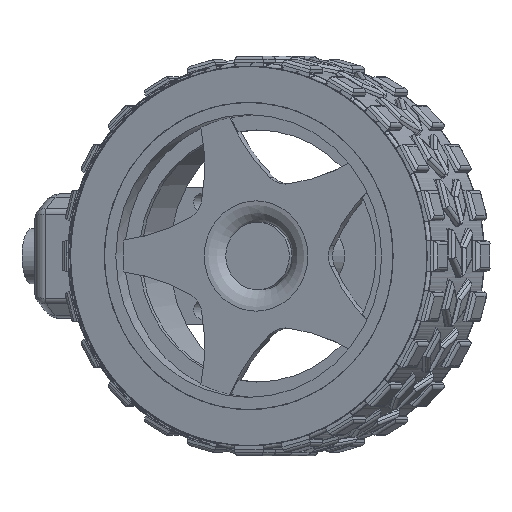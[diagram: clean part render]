
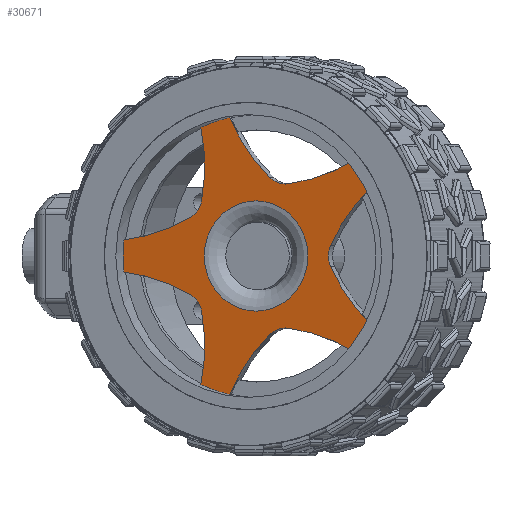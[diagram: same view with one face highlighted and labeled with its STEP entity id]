
A CAD part, left-side view. The second image highlights one B-rep face of the part: STEP entity #30671.
In plain terms, the highlighted face is planar.
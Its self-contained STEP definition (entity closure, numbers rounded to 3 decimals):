
#1003=FACE_BOUND('',#6157,.T.);
#2163=PLANE('',#34059);
#4023=FACE_OUTER_BOUND('',#6156,.T.);
#6156=EDGE_LOOP('',(#27404,#27405,#27406,#27407,#27408,#27409,#27410,#27411,
#27412,#27413,#27414,#27415,#27416,#27417,#27418,#27419,#27420,#27421,#27422,
#27423));
#6157=EDGE_LOOP('',(#27424,#27425));
#12601=CIRCLE('',#33974,23.);
#12603=CIRCLE('',#33976,23.);
#12605=CIRCLE('',#33978,23.);
#12610=CIRCLE('',#33983,23.);
#12612=CIRCLE('',#33985,23.);
#12657=CIRCLE('',#34060,31.);
#12658=CIRCLE('',#34061,4.);
#12659=CIRCLE('',#34062,31.);
#12660=CIRCLE('',#34063,31.);
#12661=CIRCLE('',#34064,4.);
#12662=CIRCLE('',#34065,31.);
#12663=CIRCLE('',#34066,31.);
#12664=CIRCLE('',#34067,4.);
#12665=CIRCLE('',#34068,31.);
#12666=CIRCLE('',#34069,31.);
#12667=CIRCLE('',#34070,4.);
#12668=CIRCLE('',#34071,31.);
#12669=CIRCLE('',#34072,31.);
#12670=CIRCLE('',#34073,4.);
#12671=CIRCLE('',#34074,31.);
#12672=CIRCLE('',#34075,8.964);
#12673=CIRCLE('',#34076,8.964);
#15100=VERTEX_POINT('',#52736);
#15101=VERTEX_POINT('',#52737);
#15104=VERTEX_POINT('',#52743);
#15105=VERTEX_POINT('',#52745);
#15108=VERTEX_POINT('',#52751);
#15109=VERTEX_POINT('',#52753);
#15115=VERTEX_POINT('',#52766);
#15116=VERTEX_POINT('',#52768);
#15119=VERTEX_POINT('',#52774);
#15120=VERTEX_POINT('',#52776);
#15161=VERTEX_POINT('',#52913);
#15162=VERTEX_POINT('',#52915);
#15163=VERTEX_POINT('',#52918);
#15164=VERTEX_POINT('',#52920);
#15165=VERTEX_POINT('',#52923);
#15166=VERTEX_POINT('',#52925);
#15167=VERTEX_POINT('',#52928);
#15168=VERTEX_POINT('',#52930);
#15169=VERTEX_POINT('',#52933);
#15170=VERTEX_POINT('',#52935);
#15171=VERTEX_POINT('',#52938);
#15172=VERTEX_POINT('',#52939);
#19227=EDGE_CURVE('',#15100,#15101,#12601,.T.);
#19231=EDGE_CURVE('',#15104,#15105,#12603,.T.);
#19235=EDGE_CURVE('',#15108,#15109,#12605,.T.);
#19243=EDGE_CURVE('',#15115,#15116,#12610,.T.);
#19247=EDGE_CURVE('',#15119,#15120,#12612,.T.);
#19313=EDGE_CURVE('',#15119,#15161,#12657,.T.);
#19314=EDGE_CURVE('',#15161,#15162,#12658,.T.);
#19315=EDGE_CURVE('',#15162,#15116,#12659,.T.);
#19316=EDGE_CURVE('',#15115,#15163,#12660,.T.);
#19317=EDGE_CURVE('',#15163,#15164,#12661,.T.);
#19318=EDGE_CURVE('',#15164,#15109,#12662,.T.);
#19319=EDGE_CURVE('',#15108,#15165,#12663,.T.);
#19320=EDGE_CURVE('',#15165,#15166,#12664,.T.);
#19321=EDGE_CURVE('',#15166,#15105,#12665,.T.);
#19322=EDGE_CURVE('',#15104,#15167,#12666,.T.);
#19323=EDGE_CURVE('',#15167,#15168,#12667,.T.);
#19324=EDGE_CURVE('',#15168,#15101,#12668,.T.);
#19325=EDGE_CURVE('',#15100,#15169,#12669,.T.);
#19326=EDGE_CURVE('',#15169,#15170,#12670,.T.);
#19327=EDGE_CURVE('',#15170,#15120,#12671,.T.);
#19328=EDGE_CURVE('',#15171,#15172,#12672,.T.);
#19329=EDGE_CURVE('',#15172,#15171,#12673,.T.);
#27404=ORIENTED_EDGE('',*,*,#19313,.T.);
#27405=ORIENTED_EDGE('',*,*,#19314,.T.);
#27406=ORIENTED_EDGE('',*,*,#19315,.T.);
#27407=ORIENTED_EDGE('',*,*,#19243,.F.);
#27408=ORIENTED_EDGE('',*,*,#19316,.T.);
#27409=ORIENTED_EDGE('',*,*,#19317,.T.);
#27410=ORIENTED_EDGE('',*,*,#19318,.T.);
#27411=ORIENTED_EDGE('',*,*,#19235,.F.);
#27412=ORIENTED_EDGE('',*,*,#19319,.T.);
#27413=ORIENTED_EDGE('',*,*,#19320,.T.);
#27414=ORIENTED_EDGE('',*,*,#19321,.T.);
#27415=ORIENTED_EDGE('',*,*,#19231,.F.);
#27416=ORIENTED_EDGE('',*,*,#19322,.T.);
#27417=ORIENTED_EDGE('',*,*,#19323,.T.);
#27418=ORIENTED_EDGE('',*,*,#19324,.T.);
#27419=ORIENTED_EDGE('',*,*,#19227,.F.);
#27420=ORIENTED_EDGE('',*,*,#19325,.T.);
#27421=ORIENTED_EDGE('',*,*,#19326,.T.);
#27422=ORIENTED_EDGE('',*,*,#19327,.T.);
#27423=ORIENTED_EDGE('',*,*,#19247,.F.);
#27424=ORIENTED_EDGE('',*,*,#19328,.T.);
#27425=ORIENTED_EDGE('',*,*,#19329,.T.);
#30671=ADVANCED_FACE('',(#4023,#1003),#2163,.F.);
#33974=AXIS2_PLACEMENT_3D('',#52738,#42883,#42884);
#33976=AXIS2_PLACEMENT_3D('',#52746,#42889,#42890);
#33978=AXIS2_PLACEMENT_3D('',#52754,#42895,#42896);
#33983=AXIS2_PLACEMENT_3D('',#52769,#42908,#42909);
#33985=AXIS2_PLACEMENT_3D('',#52777,#42914,#42915);
#34059=AXIS2_PLACEMENT_3D('',#52912,#43083,#43084);
#34060=AXIS2_PLACEMENT_3D('',#52914,#43085,#43086);
#34061=AXIS2_PLACEMENT_3D('',#52916,#43087,#43088);
#34062=AXIS2_PLACEMENT_3D('',#52917,#43089,#43090);
#34063=AXIS2_PLACEMENT_3D('',#52919,#43091,#43092);
#34064=AXIS2_PLACEMENT_3D('',#52921,#43093,#43094);
#34065=AXIS2_PLACEMENT_3D('',#52922,#43095,#43096);
#34066=AXIS2_PLACEMENT_3D('',#52924,#43097,#43098);
#34067=AXIS2_PLACEMENT_3D('',#52926,#43099,#43100);
#34068=AXIS2_PLACEMENT_3D('',#52927,#43101,#43102);
#34069=AXIS2_PLACEMENT_3D('',#52929,#43103,#43104);
#34070=AXIS2_PLACEMENT_3D('',#52931,#43105,#43106);
#34071=AXIS2_PLACEMENT_3D('',#52932,#43107,#43108);
#34072=AXIS2_PLACEMENT_3D('',#52934,#43109,#43110);
#34073=AXIS2_PLACEMENT_3D('',#52936,#43111,#43112);
#34074=AXIS2_PLACEMENT_3D('',#52937,#43113,#43114);
#34075=AXIS2_PLACEMENT_3D('',#52940,#43115,#43116);
#34076=AXIS2_PLACEMENT_3D('',#52941,#43117,#43118);
#42883=DIRECTION('center_axis',(1.,0.,0.));
#42884=DIRECTION('ref_axis',(0.,0.951,-0.309));
#42889=DIRECTION('center_axis',(1.,0.,0.));
#42890=DIRECTION('ref_axis',(0.,0.588,0.809));
#42895=DIRECTION('center_axis',(1.,0.,0.));
#42896=DIRECTION('ref_axis',(0.,-0.588,0.809));
#42908=DIRECTION('center_axis',(1.,0.,0.));
#42909=DIRECTION('ref_axis',(0.,-0.951,-0.309));
#42914=DIRECTION('center_axis',(1.,0.,0.));
#42915=DIRECTION('ref_axis',(0.,0.,-1.));
#43083=DIRECTION('center_axis',(1.,0.,0.));
#43084=DIRECTION('ref_axis',(0.,0.,-1.));
#43085=DIRECTION('center_axis',(1.,0.,0.));
#43086=DIRECTION('ref_axis',(0.,0.,-1.));
#43087=DIRECTION('center_axis',(1.,0.,0.));
#43088=DIRECTION('ref_axis',(0.,0.,-1.));
#43089=DIRECTION('center_axis',(1.,0.,0.));
#43090=DIRECTION('ref_axis',(0.,0.,-1.));
#43091=DIRECTION('center_axis',(1.,0.,0.));
#43092=DIRECTION('ref_axis',(0.,0.,-1.));
#43093=DIRECTION('center_axis',(1.,0.,0.));
#43094=DIRECTION('ref_axis',(0.,0.,-1.));
#43095=DIRECTION('center_axis',(1.,0.,0.));
#43096=DIRECTION('ref_axis',(0.,0.,-1.));
#43097=DIRECTION('center_axis',(1.,0.,0.));
#43098=DIRECTION('ref_axis',(0.,0.,-1.));
#43099=DIRECTION('center_axis',(1.,0.,0.));
#43100=DIRECTION('ref_axis',(0.,0.,-1.));
#43101=DIRECTION('center_axis',(1.,0.,0.));
#43102=DIRECTION('ref_axis',(0.,0.,-1.));
#43103=DIRECTION('center_axis',(1.,0.,0.));
#43104=DIRECTION('ref_axis',(0.,0.,-1.));
#43105=DIRECTION('center_axis',(1.,0.,0.));
#43106=DIRECTION('ref_axis',(0.,0.,-1.));
#43107=DIRECTION('center_axis',(1.,0.,0.));
#43108=DIRECTION('ref_axis',(0.,0.,-1.));
#43109=DIRECTION('center_axis',(1.,0.,0.));
#43110=DIRECTION('ref_axis',(0.,0.,-1.));
#43111=DIRECTION('center_axis',(1.,0.,0.));
#43112=DIRECTION('ref_axis',(0.,0.,-1.));
#43113=DIRECTION('center_axis',(1.,0.,0.));
#43114=DIRECTION('ref_axis',(0.,0.,-1.));
#43115=DIRECTION('center_axis',(1.,0.,0.));
#43116=DIRECTION('ref_axis',(0.,0.,-1.));
#43117=DIRECTION('center_axis',(1.,0.,0.));
#43118=DIRECTION('ref_axis',(0.,0.,-1.));
#52736=CARTESIAN_POINT('',(3.5,9.557,20.92));
#52737=CARTESIAN_POINT('',(3.5,4.564,22.543));
#52738=CARTESIAN_POINT('Origin',(3.5,0.,0.));
#52743=CARTESIAN_POINT('',(3.5,-16.943,15.554));
#52745=CARTESIAN_POINT('',(3.5,-20.029,11.307));
#52746=CARTESIAN_POINT('Origin',(3.5,0.,0.));
#52751=CARTESIAN_POINT('',(3.5,-20.029,-11.307));
#52753=CARTESIAN_POINT('',(3.5,-16.943,-15.554));
#52754=CARTESIAN_POINT('Origin',(3.5,0.,0.));
#52766=CARTESIAN_POINT('',(3.5,4.564,-22.543));
#52768=CARTESIAN_POINT('',(3.5,9.557,-20.92));
#52769=CARTESIAN_POINT('Origin',(3.5,0.,0.));
#52774=CARTESIAN_POINT('',(3.5,22.85,-2.625));
#52776=CARTESIAN_POINT('',(3.5,22.85,2.625));
#52777=CARTESIAN_POINT('Origin',(3.5,0.,0.));
#52912=CARTESIAN_POINT('Origin',(3.5,0.,0.));
#52913=CARTESIAN_POINT('',(3.5,11.452,-6.189));
#52914=CARTESIAN_POINT('Origin',(3.5,26.23,-33.44));
#52915=CARTESIAN_POINT('',(3.5,9.425,-8.979));
#52916=CARTESIAN_POINT('Origin',(3.5,13.359,-9.706));
#52917=CARTESIAN_POINT('Origin',(3.5,39.909,-14.612));
#52918=CARTESIAN_POINT('',(3.5,-2.348,-12.804));
#52919=CARTESIAN_POINT('Origin',(3.5,-23.698,-35.28));
#52920=CARTESIAN_POINT('',(3.5,-5.627,-11.738));
#52921=CARTESIAN_POINT('Origin',(3.5,-5.103,-15.704));
#52922=CARTESIAN_POINT('Origin',(3.5,-1.565,-42.471));
#52923=CARTESIAN_POINT('',(3.5,-12.903,-1.724));
#52924=CARTESIAN_POINT('Origin',(3.5,-40.876,11.636));
#52925=CARTESIAN_POINT('',(3.5,-12.903,1.724));
#52926=CARTESIAN_POINT('Origin',(3.5,-16.512,0.));
#52927=CARTESIAN_POINT('Origin',(3.5,-40.876,-11.636));
#52928=CARTESIAN_POINT('',(3.5,-5.627,11.738));
#52929=CARTESIAN_POINT('Origin',(3.5,-1.565,42.471));
#52930=CARTESIAN_POINT('',(3.5,-2.348,12.804));
#52931=CARTESIAN_POINT('Origin',(3.5,-5.103,15.704));
#52932=CARTESIAN_POINT('Origin',(3.5,-23.698,35.28));
#52933=CARTESIAN_POINT('',(3.5,9.425,8.979));
#52934=CARTESIAN_POINT('Origin',(3.5,39.909,14.612));
#52935=CARTESIAN_POINT('',(3.5,11.452,6.189));
#52936=CARTESIAN_POINT('Origin',(3.5,13.359,9.706));
#52937=CARTESIAN_POINT('Origin',(3.5,26.23,33.44));
#52938=CARTESIAN_POINT('',(3.5,0.,-8.964));
#52939=CARTESIAN_POINT('',(3.5,0.,8.964));
#52940=CARTESIAN_POINT('Origin',(3.5,0.,0.));
#52941=CARTESIAN_POINT('Origin',(3.5,0.,0.));
